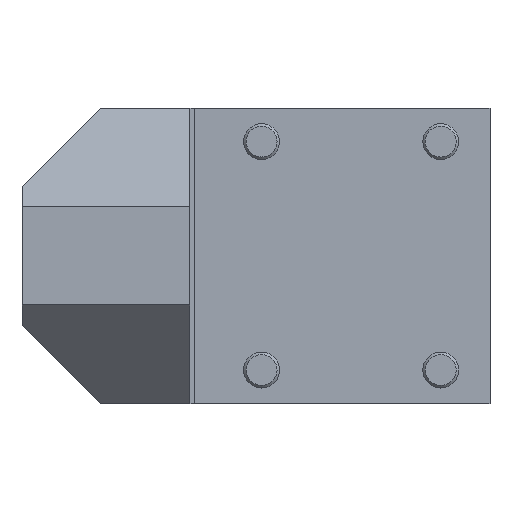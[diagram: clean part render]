
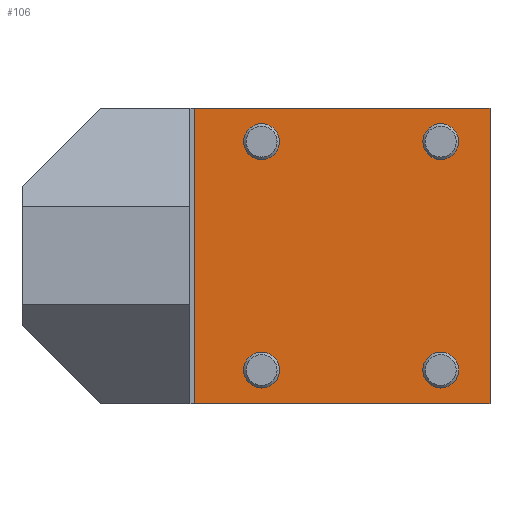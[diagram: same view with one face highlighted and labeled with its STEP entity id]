
A CAD part, top view. The second image highlights one B-rep face of the part: STEP entity #106.
In plain terms, the highlighted planar face has unit normal (0, 0, 1).
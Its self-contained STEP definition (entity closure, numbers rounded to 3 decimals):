
#106=ADVANCED_FACE('',(#204,#205,#206,#207,#208),#154,.F.);
#154=PLANE('',#813);
#171=CIRCLE('',#809,8.);
#172=CIRCLE('',#810,8.);
#173=CIRCLE('',#811,8.);
#174=CIRCLE('',#812,8.);
#204=FACE_BOUND('',#249,.T.);
#205=FACE_BOUND('',#250,.T.);
#206=FACE_BOUND('',#251,.T.);
#207=FACE_BOUND('',#252,.T.);
#208=FACE_BOUND('',#253,.T.);
#249=EDGE_LOOP('',(#373));
#250=EDGE_LOOP('',(#374));
#251=EDGE_LOOP('',(#375));
#252=EDGE_LOOP('',(#376));
#253=EDGE_LOOP('',(#377,#378,#379,#380));
#373=ORIENTED_EDGE('',*,*,#599,.T.);
#374=ORIENTED_EDGE('',*,*,#600,.T.);
#375=ORIENTED_EDGE('',*,*,#601,.T.);
#376=ORIENTED_EDGE('',*,*,#602,.T.);
#377=ORIENTED_EDGE('',*,*,#581,.F.);
#378=ORIENTED_EDGE('',*,*,#598,.F.);
#379=ORIENTED_EDGE('',*,*,#584,.F.);
#380=ORIENTED_EDGE('',*,*,#571,.F.);
#504=VERTEX_POINT('',#1141);
#505=VERTEX_POINT('',#1143);
#511=VERTEX_POINT('',#1160);
#513=VERTEX_POINT('',#1168);
#519=VERTEX_POINT('',#1196);
#520=VERTEX_POINT('',#1198);
#521=VERTEX_POINT('',#1200);
#522=VERTEX_POINT('',#1202);
#571=EDGE_CURVE('',#504,#505,#663,.T.);
#581=EDGE_CURVE('',#511,#504,#673,.T.);
#584=EDGE_CURVE('',#505,#513,#676,.T.);
#598=EDGE_CURVE('',#513,#511,#690,.T.);
#599=EDGE_CURVE('',#519,#519,#171,.T.);
#600=EDGE_CURVE('',#520,#520,#172,.T.);
#601=EDGE_CURVE('',#521,#521,#173,.T.);
#602=EDGE_CURVE('',#522,#522,#174,.T.);
#663=LINE('',#1142,#719);
#673=LINE('',#1161,#729);
#676=LINE('',#1167,#732);
#690=LINE('',#1193,#746);
#719=VECTOR('',#905,1.);
#729=VECTOR('',#919,1.);
#732=VECTOR('',#926,1.);
#746=VECTOR('',#952,1.);
#809=AXIS2_PLACEMENT_3D('',#1195,#955,#956);
#810=AXIS2_PLACEMENT_3D('',#1197,#957,#958);
#811=AXIS2_PLACEMENT_3D('',#1199,#959,#960);
#812=AXIS2_PLACEMENT_3D('',#1201,#961,#962);
#813=AXIS2_PLACEMENT_3D('',#1203,#963,#964);
#905=DIRECTION('',(0.,-1.,0.));
#919=DIRECTION('',(1.,0.,0.));
#926=DIRECTION('',(-1.,0.,0.));
#952=DIRECTION('',(0.,1.,0.));
#955=DIRECTION('',(0.,0.,-1.));
#956=DIRECTION('',(0.,-1.,0.));
#957=DIRECTION('',(0.,0.,-1.));
#958=DIRECTION('',(0.,-1.,0.));
#959=DIRECTION('',(0.,0.,-1.));
#960=DIRECTION('',(0.,-1.,0.));
#961=DIRECTION('',(0.,0.,-1.));
#962=DIRECTION('',(0.,-1.,0.));
#963=DIRECTION('',(0.,0.,-1.));
#964=DIRECTION('',(0.,-1.,0.));
#1141=CARTESIAN_POINT('',(132.,66.,0.));
#1142=CARTESIAN_POINT('',(132.,66.,0.));
#1143=CARTESIAN_POINT('',(132.,-66.,0.));
#1160=CARTESIAN_POINT('',(0.,66.,0.));
#1161=CARTESIAN_POINT('',(0.,66.,0.));
#1167=CARTESIAN_POINT('',(132.,-66.,0.));
#1168=CARTESIAN_POINT('',(0.,-66.,0.));
#1193=CARTESIAN_POINT('',(0.,-66.,0.));
#1195=CARTESIAN_POINT('',(110.,51.,0.));
#1196=CARTESIAN_POINT('',(110.,43.,0.));
#1197=CARTESIAN_POINT('',(110.,-51.,0.));
#1198=CARTESIAN_POINT('',(110.,-59.,0.));
#1199=CARTESIAN_POINT('',(30.,51.,0.));
#1200=CARTESIAN_POINT('',(30.,43.,0.));
#1201=CARTESIAN_POINT('',(30.,-51.,0.));
#1202=CARTESIAN_POINT('',(30.,-59.,0.));
#1203=CARTESIAN_POINT('',(0.,-66.,0.));
